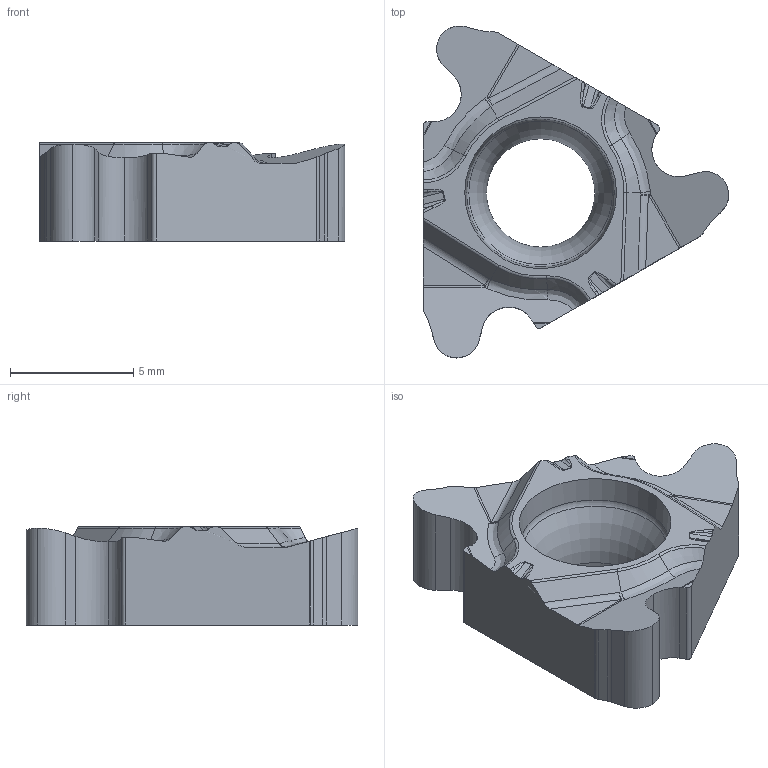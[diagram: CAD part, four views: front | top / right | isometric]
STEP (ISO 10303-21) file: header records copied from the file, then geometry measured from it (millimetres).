
FILE_DESCRIPTION(/* description */ (''),/* implementation_level */ '2;1');
FILE_NAME(/* name */ '1579753972627.stp',/* time_stamp */ '2020-01-23T10:03:02+06:00',/* author */ (''),/* organization */ ('SMS'),/* preprocessor_version */ 'ST-DEVELOPER v16.7',/* originating_system */ 'SIEMENS PLM Software NX 12.0',/* authorisation */ '');
FILE_SCHEMA (('AUTOMOTIVE_DESIGN { 1 0 10303 214 3 1 1 1 }'));
Length unit declared in the file: millimetre
Products named in the file (1): 202479387mod000_00
Bounding box: 12.4 x 13.47 x 3.98 mm (x, y, z)
Volume: 282 mm3; surface area: 389.3 mm2
Topology: 1 solids, 1 shells, 132 faces, 374 edges, 246 vertices
Faces by surface type: plane 47, cylinder 46, bspline 18, torus 8, cone 7, extrusion 6
Full cylindrical faces by diameter (mm): 4.4 x1
Entity records: 5488 total; most frequent: CARTESIAN_POINT 2053, ORIENTED_EDGE 736, DIRECTION 691, EDGE_CURVE 368, AXIS2_PLACEMENT_3D 245, VERTEX_POINT 242, VECTOR 201, LINE 195
